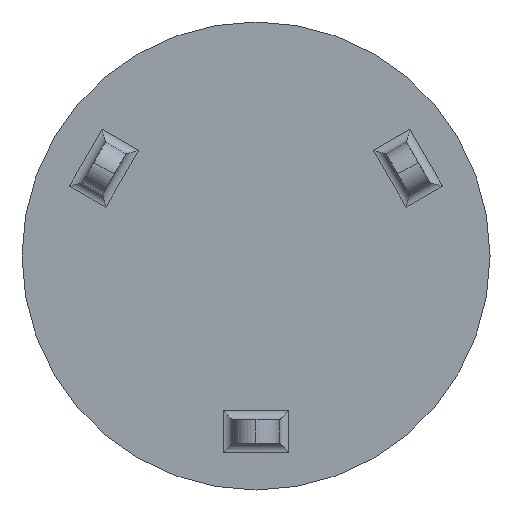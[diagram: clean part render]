
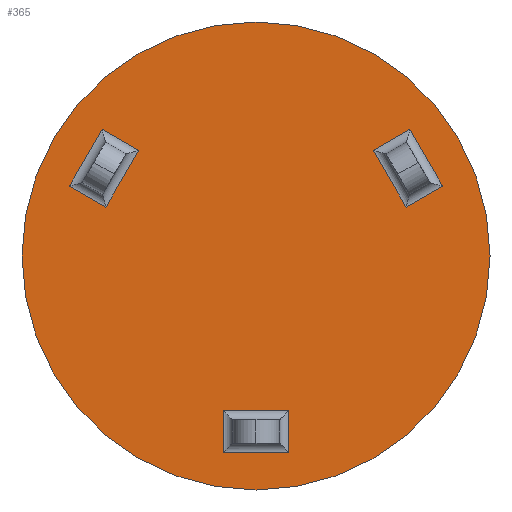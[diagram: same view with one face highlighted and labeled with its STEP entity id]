
A CAD part, front view. The second image highlights one B-rep face of the part: STEP entity #365.
In plain terms, the highlighted planar face has unit normal (0, -1, 0).
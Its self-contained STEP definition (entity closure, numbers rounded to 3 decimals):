
#1 = LINE ( 'NONE', #838, #337 ) ;
#12 = EDGE_CURVE ( 'NONE', #662, #754, #786, .T. ) ;
#29 = ORIENTED_EDGE ( 'NONE', *, *, #500, .T. ) ;
#32 = EDGE_CURVE ( 'NONE', #753, #529, #419, .T. ) ;
#44 = DIRECTION ( 'NONE',  ( 0., 1., 0. ) ) ;
#54 = CARTESIAN_POINT ( 'NONE',  ( -5., 14., -42. ) ) ;
#56 = CARTESIAN_POINT ( 'NONE',  ( -7., 14., -42. ) ) ;
#60 = CARTESIAN_POINT ( 'NONE',  ( 5., 14., -33. ) ) ;
#65 = LINE ( 'NONE', #615, #554 ) ;
#66 = CARTESIAN_POINT ( 'NONE',  ( -31.079, 14., 12.17 ) ) ;
#93 = EDGE_CURVE ( 'NONE', #913, #853, #720, .T. ) ;
#97 = VERTEX_POINT ( 'NONE', #552 ) ;
#121 = VERTEX_POINT ( 'NONE', #830 ) ;
#125 = DIRECTION ( 'NONE',  ( 0., 0., 1. ) ) ;
#152 = LINE ( 'NONE', #66, #242 ) ;
#153 = VECTOR ( 'NONE', #691, 1000. ) ;
#159 = VECTOR ( 'NONE', #1083, 1000. ) ;
#164 = CARTESIAN_POINT ( 'NONE',  ( -38.141, 14., 13.938 ) ) ;
#179 = EDGE_CURVE ( 'NONE', #1093, #97, #1, .T. ) ;
#181 = CARTESIAN_POINT ( 'NONE',  ( 31.141, 14., 26.062 ) ) ;
#182 = CARTESIAN_POINT ( 'NONE',  ( 25.079, 14., 22.562 ) ) ;
#185 = ORIENTED_EDGE ( 'NONE', *, *, #93, .T. ) ;
#199 = LINE ( 'NONE', #937, #450 ) ;
#207 = DIRECTION ( 'NONE',  ( 0.5, 0., -0.866 ) ) ;
#208 = EDGE_LOOP ( 'NONE', ( #417, #185, #637, #269 ) ) ;
#209 = VERTEX_POINT ( 'NONE', #389 ) ;
#212 = FACE_BOUND ( 'NONE', #986, .T. ) ;
#242 = VECTOR ( 'NONE', #455, 1000. ) ;
#263 = EDGE_LOOP ( 'NONE', ( #506, #380 ) ) ;
#269 = ORIENTED_EDGE ( 'NONE', *, *, #32, .T. ) ;
#270 = DIRECTION ( 'NONE',  ( 0.866, 0., 0.5 ) ) ;
#284 = DIRECTION ( 'NONE',  ( 0.866, 0., -0.5 ) ) ;
#293 = LINE ( 'NONE', #1099, #428 ) ;
#296 = ORIENTED_EDGE ( 'NONE', *, *, #12, .T. ) ;
#306 = DIRECTION ( 'NONE',  ( 0., 0., -1. ) ) ;
#337 = VECTOR ( 'NONE', #284, 1000. ) ;
#365 = ADVANCED_FACE ( 'NONE', ( #212, #479, #848, #409 ), #670, .F. ) ;
#371 = VERTEX_POINT ( 'NONE', #1147 ) ;
#379 = ORIENTED_EDGE ( 'NONE', *, *, #795, .T. ) ;
#380 = ORIENTED_EDGE ( 'NONE', *, *, #800, .F. ) ;
#389 = CARTESIAN_POINT ( 'NONE',  ( 0., 14., 50. ) ) ;
#398 = EDGE_CURVE ( 'NONE', #474, #662, #867, .T. ) ;
#409 = FACE_OUTER_BOUND ( 'NONE', #263, .T. ) ;
#417 = ORIENTED_EDGE ( 'NONE', *, *, #857, .T. ) ;
#419 = LINE ( 'NONE', #1158, #153 ) ;
#428 = VECTOR ( 'NONE', #207, 1000. ) ;
#448 = LINE ( 'NONE', #164, #159 ) ;
#450 = VECTOR ( 'NONE', #556, 1000. ) ;
#455 = DIRECTION ( 'NONE',  ( -0.5, 0., -0.866 ) ) ;
#457 = DIRECTION ( 'NONE',  ( 0., 0., 1. ) ) ;
#462 = CIRCLE ( 'NONE', #1063, 50. ) ;
#463 = DIRECTION ( 'NONE',  ( 0., 0., 1. ) ) ;
#474 = VERTEX_POINT ( 'NONE', #56 ) ;
#479 = FACE_BOUND ( 'NONE', #208, .T. ) ;
#481 = CARTESIAN_POINT ( 'NONE',  ( 7., 14., -33. ) ) ;
#490 = ORIENTED_EDGE ( 'NONE', *, *, #859, .T. ) ;
#497 = VECTOR ( 'NONE', #270, 1000. ) ;
#500 = EDGE_CURVE ( 'NONE', #978, #474, #584, .T. ) ;
#506 = ORIENTED_EDGE ( 'NONE', *, *, #1038, .F. ) ;
#525 = CARTESIAN_POINT ( 'NONE',  ( 32.079, 14., 10.438 ) ) ;
#529 = VERTEX_POINT ( 'NONE', #525 ) ;
#534 = DIRECTION ( 'NONE',  ( -0.5, 0., 0.866 ) ) ;
#552 = CARTESIAN_POINT ( 'NONE',  ( -25.079, 14., 22.562 ) ) ;
#554 = VECTOR ( 'NONE', #534, 1000. ) ;
#556 = DIRECTION ( 'NONE',  ( 0.5, 0., 0.866 ) ) ;
#578 = DIRECTION ( 'NONE',  ( -1., 0., 0. ) ) ;
#584 = LINE ( 'NONE', #54, #822 ) ;
#609 = AXIS2_PLACEMENT_3D ( 'NONE', #769, #942, #125 ) ;
#614 = EDGE_CURVE ( 'NONE', #97, #121, #152, .T. ) ;
#615 = CARTESIAN_POINT ( 'NONE',  ( 26.079, 14., 20.83 ) ) ;
#617 = EDGE_LOOP ( 'NONE', ( #993, #296, #906, #29 ) ) ;
#637 = ORIENTED_EDGE ( 'NONE', *, *, #724, .T. ) ;
#639 = CARTESIAN_POINT ( 'NONE',  ( 0., 14., 0. ) ) ;
#641 = CARTESIAN_POINT ( 'NONE',  ( 7., 14., -40. ) ) ;
#662 = VERTEX_POINT ( 'NONE', #1104 ) ;
#670 = PLANE ( 'NONE',  #609 ) ;
#681 = CARTESIAN_POINT ( 'NONE',  ( -7., 14., -35. ) ) ;
#691 = DIRECTION ( 'NONE',  ( -0.866, 0., -0.5 ) ) ;
#702 = VECTOR ( 'NONE', #783, 1000. ) ;
#713 = CIRCLE ( 'NONE', #840, 50. ) ;
#720 = LINE ( 'NONE', #181, #497 ) ;
#724 = EDGE_CURVE ( 'NONE', #853, #753, #293, .T. ) ;
#753 = VERTEX_POINT ( 'NONE', #1002 ) ;
#754 = VERTEX_POINT ( 'NONE', #481 ) ;
#759 = CARTESIAN_POINT ( 'NONE',  ( 0., 14., -50. ) ) ;
#769 = CARTESIAN_POINT ( 'NONE',  ( -5.001, 14., 0. ) ) ;
#783 = DIRECTION ( 'NONE',  ( 1., 0., 0. ) ) ;
#786 = LINE ( 'NONE', #60, #702 ) ;
#795 = EDGE_CURVE ( 'NONE', #371, #1093, #199, .T. ) ;
#800 = EDGE_CURVE ( 'NONE', #209, #1085, #713, .T. ) ;
#822 = VECTOR ( 'NONE', #578, 1000. ) ;
#830 = CARTESIAN_POINT ( 'NONE',  ( -32.079, 14., 10.438 ) ) ;
#834 = LINE ( 'NONE', #641, #1100 ) ;
#838 = CARTESIAN_POINT ( 'NONE',  ( -26.811, 14., 23.562 ) ) ;
#840 = AXIS2_PLACEMENT_3D ( 'NONE', #911, #928, #457 ) ;
#848 = FACE_BOUND ( 'NONE', #617, .T. ) ;
#853 = VERTEX_POINT ( 'NONE', #884 ) ;
#857 = EDGE_CURVE ( 'NONE', #529, #913, #65, .T. ) ;
#859 = EDGE_CURVE ( 'NONE', #121, #371, #448, .T. ) ;
#867 = LINE ( 'NONE', #681, #1044 ) ;
#884 = CARTESIAN_POINT ( 'NONE',  ( 32.873, 14., 27.062 ) ) ;
#906 = ORIENTED_EDGE ( 'NONE', *, *, #1122, .T. ) ;
#911 = CARTESIAN_POINT ( 'NONE',  ( 0., 14., 0. ) ) ;
#913 = VERTEX_POINT ( 'NONE', #182 ) ;
#916 = CARTESIAN_POINT ( 'NONE',  ( 7., 14., -42. ) ) ;
#928 = DIRECTION ( 'NONE',  ( 0., 1., 0. ) ) ;
#937 = CARTESIAN_POINT ( 'NONE',  ( -33.873, 14., 25.33 ) ) ;
#942 = DIRECTION ( 'NONE',  ( 0., 1., 0. ) ) ;
#946 = ORIENTED_EDGE ( 'NONE', *, *, #614, .T. ) ;
#961 = DIRECTION ( 'NONE',  ( 0., 0., 1. ) ) ;
#978 = VERTEX_POINT ( 'NONE', #916 ) ;
#986 = EDGE_LOOP ( 'NONE', ( #946, #490, #379, #1184 ) ) ;
#993 = ORIENTED_EDGE ( 'NONE', *, *, #398, .T. ) ;
#1002 = CARTESIAN_POINT ( 'NONE',  ( 39.873, 14., 14.938 ) ) ;
#1036 = CARTESIAN_POINT ( 'NONE',  ( -32.873, 14., 27.062 ) ) ;
#1038 = EDGE_CURVE ( 'NONE', #1085, #209, #462, .T. ) ;
#1044 = VECTOR ( 'NONE', #961, 1000. ) ;
#1063 = AXIS2_PLACEMENT_3D ( 'NONE', #639, #44, #463 ) ;
#1083 = DIRECTION ( 'NONE',  ( -0.866, 0., 0.5 ) ) ;
#1085 = VERTEX_POINT ( 'NONE', #759 ) ;
#1093 = VERTEX_POINT ( 'NONE', #1036 ) ;
#1099 = CARTESIAN_POINT ( 'NONE',  ( 38.873, 14., 16.67 ) ) ;
#1100 = VECTOR ( 'NONE', #306, 1000. ) ;
#1104 = CARTESIAN_POINT ( 'NONE',  ( -7., 14., -33. ) ) ;
#1122 = EDGE_CURVE ( 'NONE', #754, #978, #834, .T. ) ;
#1147 = CARTESIAN_POINT ( 'NONE',  ( -39.873, 14., 14.938 ) ) ;
#1158 = CARTESIAN_POINT ( 'NONE',  ( 33.811, 14., 11.438 ) ) ;
#1184 = ORIENTED_EDGE ( 'NONE', *, *, #179, .T. ) ;
